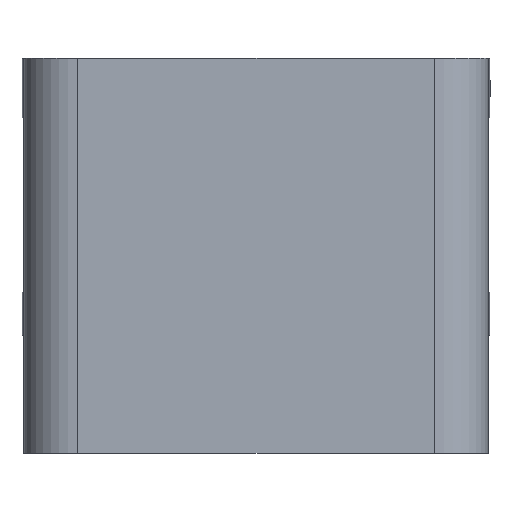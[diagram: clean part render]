
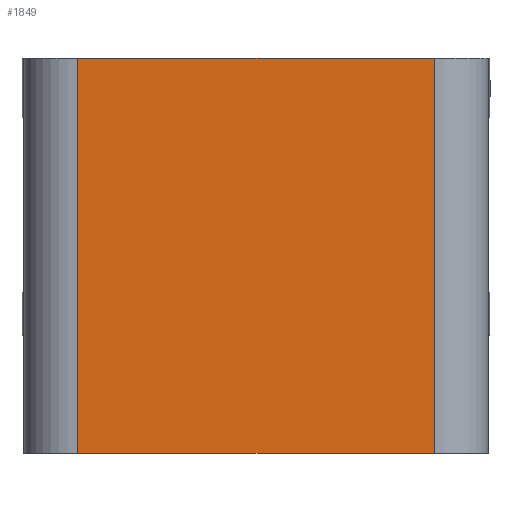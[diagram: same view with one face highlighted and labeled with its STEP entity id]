
A CAD part, top view. The second image highlights one B-rep face of the part: STEP entity #1849.
In plain terms, the highlighted planar face has unit normal (0, 0, 1).
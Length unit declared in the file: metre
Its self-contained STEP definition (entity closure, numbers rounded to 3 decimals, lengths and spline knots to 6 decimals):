
#177=ORIENTED_EDGE('',*,*,#713,.T.);
#178=ORIENTED_EDGE('',*,*,#715,.F.);
#179=ORIENTED_EDGE('',*,*,#699,.F.);
#180=ORIENTED_EDGE('',*,*,#716,.T.);
#699=EDGE_CURVE('',#966,#967,#1124,.T.);
#713=EDGE_CURVE('',#979,#978,#1136,.T.);
#715=EDGE_CURVE('',#967,#978,#1138,.T.);
#716=EDGE_CURVE('',#966,#979,#1139,.T.);
#966=VERTEX_POINT('',#2805);
#967=VERTEX_POINT('',#2807);
#978=VERTEX_POINT('',#2832);
#979=VERTEX_POINT('',#2834);
#1124=LINE('',#2806,#1347);
#1136=LINE('',#2833,#1359);
#1138=LINE('',#2837,#1361);
#1139=LINE('',#2838,#1362);
#1347=VECTOR('',#2216,1.);
#1359=VECTOR('',#2234,1.);
#1361=VECTOR('',#2238,1.);
#1362=VECTOR('',#2239,1.);
#1530=EDGE_LOOP('',(#177,#178,#179,#180));
#1645=FACE_BOUND('',#1530,.T.);
#1757=PLANE('',#1987);
#1849=ADVANCED_FACE('',(#1645),#1757,.F.);
#1987=AXIS2_PLACEMENT_3D('',#2836,#2236,#2237);
#2216=DIRECTION('',(1.,0.,0.));
#2234=DIRECTION('',(1.,0.,0.));
#2236=DIRECTION('',(0.,0.,-1.));
#2237=DIRECTION('',(-1.,0.,0.));
#2238=DIRECTION('',(0.,-1.,0.));
#2239=DIRECTION('',(0.,-1.,0.));
#2805=CARTESIAN_POINT('',(0.001,0.,0.00316));
#2806=CARTESIAN_POINT('',(0.003166,0.,0.00316));
#2807=CARTESIAN_POINT('',(0.00764,0.,0.00316));
#2832=CARTESIAN_POINT('',(0.00764,-0.00735,0.00316));
#2833=CARTESIAN_POINT('',(0.003166,-0.00735,0.00316));
#2834=CARTESIAN_POINT('',(0.001,-0.00735,0.00316));
#2836=CARTESIAN_POINT('',(0.003166,0.,0.00316));
#2837=CARTESIAN_POINT('',(0.00764,0.,0.00316));
#2838=CARTESIAN_POINT('',(0.001,0.,0.00316));
